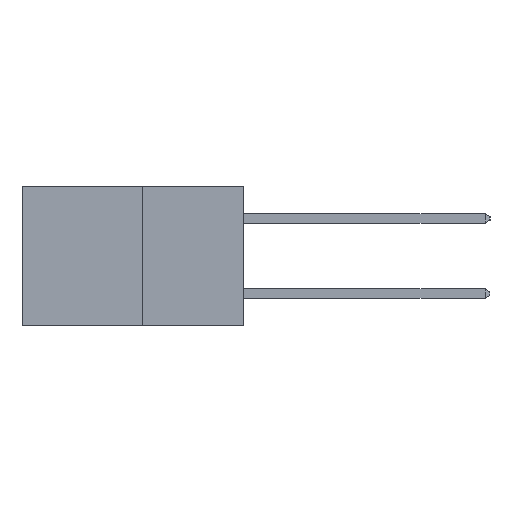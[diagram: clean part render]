
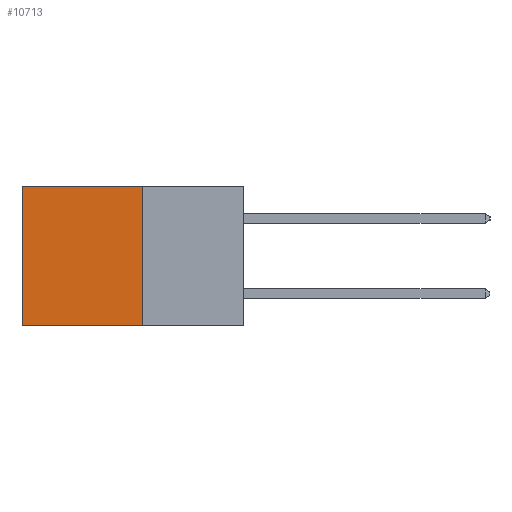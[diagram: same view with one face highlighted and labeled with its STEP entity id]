
A CAD part, left-side view. The second image highlights one B-rep face of the part: STEP entity #10713.
In plain terms, the highlighted planar face has unit normal (-1, 0, 0).
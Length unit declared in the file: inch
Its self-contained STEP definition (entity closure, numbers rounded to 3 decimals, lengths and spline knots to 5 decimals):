
#1220 = LINE ( 'NONE', #3698, #11287 ) ;
#1965 = LINE ( 'NONE', #20305, #11461 ) ;
#3609 = ORIENTED_EDGE ( 'NONE', *, *, #23763, .F. ) ;
#3698 = CARTESIAN_POINT ( 'NONE',  ( 0.277, 0.27, -0.37 ) ) ;
#5077 = VERTEX_POINT ( 'NONE', #6702 ) ;
#5275 = DIRECTION ( 'NONE',  ( 0., 0., -1. ) ) ;
#5613 = CARTESIAN_POINT ( 'NONE',  ( 0.277, 0.59, 0. ) ) ;
#5643 = DIRECTION ( 'NONE',  ( 1., 0., 0. ) ) ;
#6702 = CARTESIAN_POINT ( 'NONE',  ( 0.277, 0.27, -0.37 ) ) ;
#7464 = ORIENTED_EDGE ( 'NONE', *, *, #16183, .T. ) ;
#8064 = DIRECTION ( 'NONE',  ( 0., 1., 0. ) ) ;
#9292 = VECTOR ( 'NONE', #8064, 39.37008 ) ;
#10713 = ADVANCED_FACE ( 'NONE', ( #13738 ), #20370, .F. ) ;
#11028 = EDGE_LOOP ( 'NONE', ( #7464, #3609, #13614, #23856 ) ) ;
#11287 = VECTOR ( 'NONE', #16707, 39.37008 ) ;
#11461 = VECTOR ( 'NONE', #22136, 39.37008 ) ;
#11554 = VERTEX_POINT ( 'NONE', #22738 ) ;
#13193 = VERTEX_POINT ( 'NONE', #5613 ) ;
#13614 = ORIENTED_EDGE ( 'NONE', *, *, #15556, .F. ) ;
#13738 = FACE_OUTER_BOUND ( 'NONE', #11028, .T. ) ;
#15556 = EDGE_CURVE ( 'NONE', #11554, #5077, #22631, .T. ) ;
#16103 = AXIS2_PLACEMENT_3D ( 'NONE', #19778, #5643, #18614 ) ;
#16183 = EDGE_CURVE ( 'NONE', #13193, #21823, #1965, .T. ) ;
#16381 = CARTESIAN_POINT ( 'NONE',  ( 0.277, 0.27, -0.37 ) ) ;
#16593 = VECTOR ( 'NONE', #5275, 39.37008 ) ;
#16632 = CARTESIAN_POINT ( 'NONE',  ( 0.277, 0.59, -0.37 ) ) ;
#16707 = DIRECTION ( 'NONE',  ( 0., 1., 0. ) ) ;
#18614 = DIRECTION ( 'NONE',  ( 0., 0., -1. ) ) ;
#19663 = LINE ( 'NONE', #22701, #9292 ) ;
#19778 = CARTESIAN_POINT ( 'NONE',  ( 0.277, 0.27, -0.37 ) ) ;
#20305 = CARTESIAN_POINT ( 'NONE',  ( 0.277, 0.59, -0.37 ) ) ;
#20370 = PLANE ( 'NONE',  #16103 ) ;
#21823 = VERTEX_POINT ( 'NONE', #16632 ) ;
#22136 = DIRECTION ( 'NONE',  ( 0., 0., -1. ) ) ;
#22631 = LINE ( 'NONE', #16381, #16593 ) ;
#22701 = CARTESIAN_POINT ( 'NONE',  ( 0.277, 0.27, 0. ) ) ;
#22731 = EDGE_CURVE ( 'NONE', #11554, #13193, #19663, .T. ) ;
#22738 = CARTESIAN_POINT ( 'NONE',  ( 0.277, 0.27, 0. ) ) ;
#23763 = EDGE_CURVE ( 'NONE', #5077, #21823, #1220, .T. ) ;
#23856 = ORIENTED_EDGE ( 'NONE', *, *, #22731, .T. ) ;
